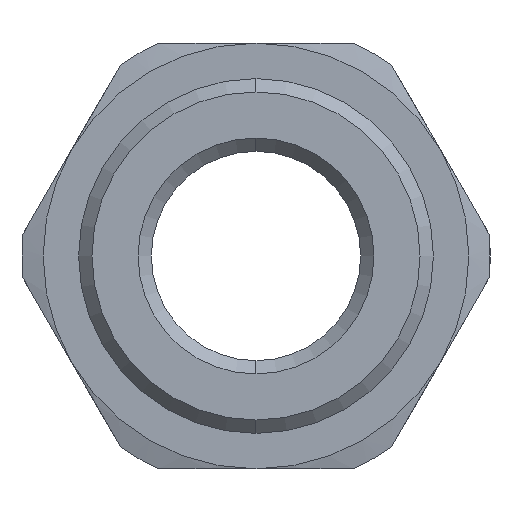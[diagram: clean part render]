
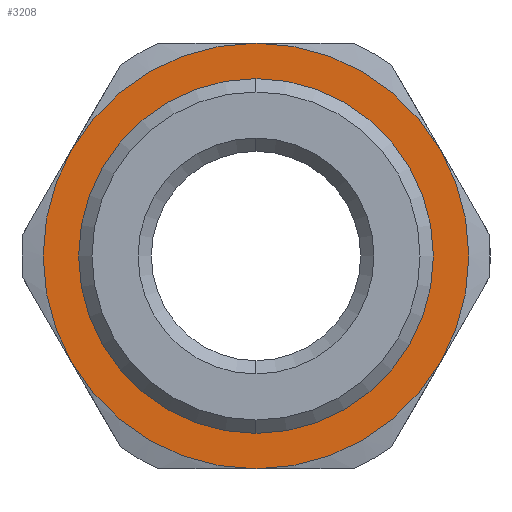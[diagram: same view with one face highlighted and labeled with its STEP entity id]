
A CAD part, left-side view. The second image highlights one B-rep face of the part: STEP entity #3208.
In plain terms, the highlighted planar face has unit normal (-1, 0, 0).
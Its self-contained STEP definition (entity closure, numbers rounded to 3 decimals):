
#36 = AXIS2_PLACEMENT_3D ( 'NONE', #2272, #977, #3967 ) ;
#91 = EDGE_LOOP ( 'NONE', ( #3723, #140 ) ) ;
#122 = AXIS2_PLACEMENT_3D ( 'NONE', #3686, #2053, #2368 ) ;
#140 = ORIENTED_EDGE ( 'NONE', *, *, #781, .T. ) ;
#177 = VERTEX_POINT ( 'NONE', #2371 ) ;
#328 = AXIS2_PLACEMENT_3D ( 'NONE', #1757, #456, #1421 ) ;
#389 = FACE_OUTER_BOUND ( 'NONE', #3359, .T. ) ;
#397 = CARTESIAN_POINT ( 'NONE',  ( 15.3, 0., 0. ) ) ;
#456 = DIRECTION ( 'NONE',  ( 1., 0., 0. ) ) ;
#478 = CARTESIAN_POINT ( 'NONE',  ( 15.3, 0., 0. ) ) ;
#511 = ORIENTED_EDGE ( 'NONE', *, *, #2541, .F. ) ;
#523 = AXIS2_PLACEMENT_3D ( 'NONE', #3106, #3821, #3777 ) ;
#571 = EDGE_CURVE ( 'NONE', #177, #3593, #2065, .T. ) ;
#582 = DIRECTION ( 'NONE',  ( -1., 0., 0. ) ) ;
#688 = ORIENTED_EDGE ( 'NONE', *, *, #3584, .T. ) ;
#721 = CARTESIAN_POINT ( 'NONE',  ( 15.3, 0., 0. ) ) ;
#781 = EDGE_CURVE ( 'NONE', #3992, #4038, #4095, .T. ) ;
#891 = CARTESIAN_POINT ( 'NONE',  ( 15.3, 0., 0. ) ) ;
#903 = CIRCLE ( 'NONE', #122, 12. ) ;
#910 = DIRECTION ( 'NONE',  ( 0., 0., 1. ) ) ;
#977 = DIRECTION ( 'NONE',  ( 1., 0., 0. ) ) ;
#991 = AXIS2_PLACEMENT_3D ( 'NONE', #397, #2046, #1708 ) ;
#1082 = AXIS2_PLACEMENT_3D ( 'NONE', #478, #2413, #4088 ) ;
#1100 = CARTESIAN_POINT ( 'NONE',  ( 15.3, -10.392, 6. ) ) ;
#1156 = ORIENTED_EDGE ( 'NONE', *, *, #1210, .F. ) ;
#1210 = EDGE_CURVE ( 'NONE', #3593, #3918, #3492, .T. ) ;
#1318 = AXIS2_PLACEMENT_3D ( 'NONE', #2229, #1592, #2567 ) ;
#1344 = CARTESIAN_POINT ( 'NONE',  ( 15.3, 0., -10. ) ) ;
#1376 = DIRECTION ( 'NONE',  ( 1., 0., 0. ) ) ;
#1421 = DIRECTION ( 'NONE',  ( 0., 0., -1. ) ) ;
#1592 = DIRECTION ( 'NONE',  ( 1., 0., 0. ) ) ;
#1659 = ORIENTED_EDGE ( 'NONE', *, *, #3867, .F. ) ;
#1705 = DIRECTION ( 'NONE',  ( 0., 0., -1. ) ) ;
#1708 = DIRECTION ( 'NONE',  ( 0., 0., -1. ) ) ;
#1714 = CIRCLE ( 'NONE', #3887, 12. ) ;
#1757 = CARTESIAN_POINT ( 'NONE',  ( 15.3, 10., 0. ) ) ;
#1788 = CARTESIAN_POINT ( 'NONE',  ( 15.3, 10.392, 6. ) ) ;
#2046 = DIRECTION ( 'NONE',  ( 1., 0., 0. ) ) ;
#2053 = DIRECTION ( 'NONE',  ( 1., 0., 0. ) ) ;
#2065 = CIRCLE ( 'NONE', #36, 12. ) ;
#2110 = AXIS2_PLACEMENT_3D ( 'NONE', #721, #1376, #1705 ) ;
#2229 = CARTESIAN_POINT ( 'NONE',  ( 15.3, 0., 0. ) ) ;
#2272 = CARTESIAN_POINT ( 'NONE',  ( 15.3, 0., 0. ) ) ;
#2368 = DIRECTION ( 'NONE',  ( 0., 0., -1. ) ) ;
#2371 = CARTESIAN_POINT ( 'NONE',  ( 15.3, -10.392, -6. ) ) ;
#2395 = CIRCLE ( 'NONE', #1082, 10. ) ;
#2413 = DIRECTION ( 'NONE',  ( 1., 0., 0. ) ) ;
#2415 = ORIENTED_EDGE ( 'NONE', *, *, #3127, .F. ) ;
#2541 = EDGE_CURVE ( 'NONE', #4092, #3379, #903, .T. ) ;
#2567 = DIRECTION ( 'NONE',  ( 0., 0., -1. ) ) ;
#2631 = EDGE_CURVE ( 'NONE', #4038, #3992, #2395, .T. ) ;
#2901 = CIRCLE ( 'NONE', #1318, 12. ) ;
#2981 = ORIENTED_EDGE ( 'NONE', *, *, #571, .F. ) ;
#3106 = CARTESIAN_POINT ( 'NONE',  ( 15.3, 0., 0. ) ) ;
#3127 = EDGE_CURVE ( 'NONE', #3379, #177, #3451, .T. ) ;
#3208 = ADVANCED_FACE ( 'NONE', ( #3969, #389 ), #4111, .F. ) ;
#3359 = EDGE_LOOP ( 'NONE', ( #1156, #2981, #2415, #511, #688, #1659 ) ) ;
#3379 = VERTEX_POINT ( 'NONE', #1100 ) ;
#3402 = VERTEX_POINT ( 'NONE', #1788 ) ;
#3451 = CIRCLE ( 'NONE', #991, 12. ) ;
#3492 = CIRCLE ( 'NONE', #2110, 12. ) ;
#3544 = CARTESIAN_POINT ( 'NONE',  ( 15.3, 0., -12. ) ) ;
#3584 = EDGE_CURVE ( 'NONE', #4092, #3402, #1714, .T. ) ;
#3593 = VERTEX_POINT ( 'NONE', #3544 ) ;
#3682 = CARTESIAN_POINT ( 'NONE',  ( 15.3, 0., 10. ) ) ;
#3686 = CARTESIAN_POINT ( 'NONE',  ( 15.3, 0., 0. ) ) ;
#3723 = ORIENTED_EDGE ( 'NONE', *, *, #2631, .T. ) ;
#3727 = CARTESIAN_POINT ( 'NONE',  ( 15.3, 0., 12. ) ) ;
#3777 = DIRECTION ( 'NONE',  ( 0., 0., -1. ) ) ;
#3821 = DIRECTION ( 'NONE',  ( 1., 0., 0. ) ) ;
#3867 = EDGE_CURVE ( 'NONE', #3918, #3402, #2901, .T. ) ;
#3887 = AXIS2_PLACEMENT_3D ( 'NONE', #891, #582, #910 ) ;
#3918 = VERTEX_POINT ( 'NONE', #4273 ) ;
#3967 = DIRECTION ( 'NONE',  ( 0., 0., -1. ) ) ;
#3969 = FACE_BOUND ( 'NONE', #91, .T. ) ;
#3992 = VERTEX_POINT ( 'NONE', #3682 ) ;
#4038 = VERTEX_POINT ( 'NONE', #1344 ) ;
#4088 = DIRECTION ( 'NONE',  ( 0., 0., -1. ) ) ;
#4092 = VERTEX_POINT ( 'NONE', #3727 ) ;
#4095 = CIRCLE ( 'NONE', #523, 10. ) ;
#4111 = PLANE ( 'NONE',  #328 ) ;
#4273 = CARTESIAN_POINT ( 'NONE',  ( 15.3, 10.392, -6. ) ) ;
